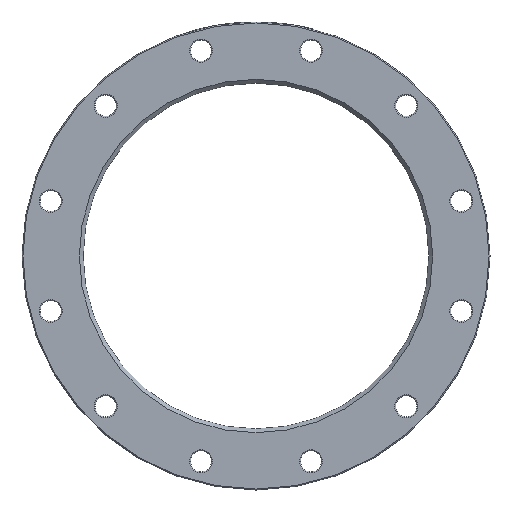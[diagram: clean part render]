
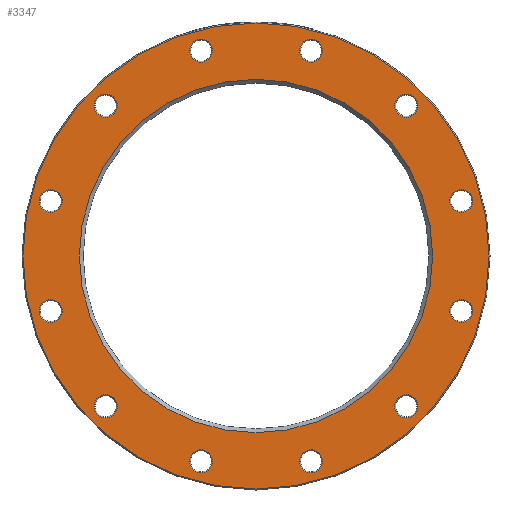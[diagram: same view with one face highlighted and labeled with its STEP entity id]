
A CAD part, left-side view. The second image highlights one B-rep face of the part: STEP entity #3347.
In plain terms, the highlighted planar face has unit normal (-1, 0, 0).
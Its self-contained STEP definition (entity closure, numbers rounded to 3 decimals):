
#29 = EDGE_LOOP ( 'NONE', ( #4710 ) ) ;
#79 = CARTESIAN_POINT ( 'NONE',  ( 0., 214.918, 45.587 ) ) ;
#158 = DIRECTION ( 'NONE',  ( 0., 0., -1. ) ) ;
#232 = DIRECTION ( 'NONE',  ( 1., 0., 0. ) ) ;
#407 = DIRECTION ( 'NONE',  ( 0., 0., -1. ) ) ;
#610 = VERTEX_POINT ( 'NONE', #4440 ) ;
#630 = CIRCLE ( 'NONE', #7056, 12. ) ;
#634 = EDGE_CURVE ( 'NONE', #1083, #1083, #2265, .T. ) ;
#647 = EDGE_CURVE ( 'NONE', #6609, #6609, #1932, .T. ) ;
#657 = CARTESIAN_POINT ( 'NONE',  ( 0., -157.331, -157.331 ) ) ;
#812 = FACE_BOUND ( 'NONE', #2357, .T. ) ;
#846 = PLANE ( 'NONE',  #3372 ) ;
#899 = CARTESIAN_POINT ( 'NONE',  ( 0., -214.918, -57.587 ) ) ;
#938 = DIRECTION ( 'NONE',  ( 0., 0., -1. ) ) ;
#958 = CIRCLE ( 'NONE', #2899, 12. ) ;
#1018 = AXIS2_PLACEMENT_3D ( 'NONE', #2836, #5068, #2912 ) ;
#1034 = EDGE_LOOP ( 'NONE', ( #3891 ) ) ;
#1035 = VERTEX_POINT ( 'NONE', #7099 ) ;
#1048 = CARTESIAN_POINT ( 'NONE',  ( 0., 57.587, 214.918 ) ) ;
#1068 = VERTEX_POINT ( 'NONE', #5449 ) ;
#1083 = VERTEX_POINT ( 'NONE', #2620 ) ;
#1122 = CARTESIAN_POINT ( 'NONE',  ( 0., 157.331, -169.331 ) ) ;
#1304 = DIRECTION ( 'NONE',  ( -1., 0., 0. ) ) ;
#1307 = AXIS2_PLACEMENT_3D ( 'NONE', #4144, #2424, #5164 ) ;
#1433 = ORIENTED_EDGE ( 'NONE', *, *, #6470, .T. ) ;
#1482 = CARTESIAN_POINT ( 'NONE',  ( 0., 157.331, -157.331 ) ) ;
#1515 = EDGE_CURVE ( 'NONE', #4810, #4810, #3352, .T. ) ;
#1584 = DIRECTION ( 'NONE',  ( 1., 0., 0. ) ) ;
#1619 = EDGE_LOOP ( 'NONE', ( #1433 ) ) ;
#1777 = DIRECTION ( 'NONE',  ( 0., 0., -1. ) ) ;
#1903 = DIRECTION ( 'NONE',  ( 1., 0., 0. ) ) ;
#1932 = CIRCLE ( 'NONE', #1018, 12. ) ;
#1985 = DIRECTION ( 'NONE',  ( 1., 0., 0. ) ) ;
#2005 = DIRECTION ( 'NONE',  ( 0., 0., -1. ) ) ;
#2063 = DIRECTION ( 'NONE',  ( 0., 0., -1. ) ) ;
#2173 = EDGE_LOOP ( 'NONE', ( #5359 ) ) ;
#2199 = CARTESIAN_POINT ( 'NONE',  ( 0., 214.918, 57.587 ) ) ;
#2265 = CIRCLE ( 'NONE', #6296, 12. ) ;
#2321 = EDGE_CURVE ( 'NONE', #4260, #4260, #5334, .T. ) ;
#2357 = EDGE_LOOP ( 'NONE', ( #4317 ) ) ;
#2424 = DIRECTION ( 'NONE',  ( 1., 0., 0. ) ) ;
#2471 = CARTESIAN_POINT ( 'NONE',  ( 0., -57.587, 214.918 ) ) ;
#2526 = FACE_BOUND ( 'NONE', #1034, .T. ) ;
#2568 = EDGE_LOOP ( 'NONE', ( #3460 ) ) ;
#2581 = EDGE_CURVE ( 'NONE', #6036, #6036, #630, .T. ) ;
#2620 = CARTESIAN_POINT ( 'NONE',  ( 0., -157.331, -169.331 ) ) ;
#2712 = CARTESIAN_POINT ( 'NONE',  ( 0., -157.331, 145.331 ) ) ;
#2836 = CARTESIAN_POINT ( 'NONE',  ( 0., 214.918, -57.587 ) ) ;
#2838 = DIRECTION ( 'NONE',  ( 0., 0., -1. ) ) ;
#2899 = AXIS2_PLACEMENT_3D ( 'NONE', #6934, #1903, #938 ) ;
#2912 = DIRECTION ( 'NONE',  ( 0., 0., -1. ) ) ;
#2922 = AXIS2_PLACEMENT_3D ( 'NONE', #6225, #1304, #2838 ) ;
#3001 = ORIENTED_EDGE ( 'NONE', *, *, #2581, .T. ) ;
#3008 = DIRECTION ( 'NONE',  ( 1., 0., 0. ) ) ;
#3018 = CARTESIAN_POINT ( 'NONE',  ( 0., 0., 0. ) ) ;
#3028 = FACE_BOUND ( 'NONE', #6704, .T. ) ;
#3043 = DIRECTION ( 'NONE',  ( 0., 0., -1. ) ) ;
#3062 = DIRECTION ( 'NONE',  ( 0., 0., -1. ) ) ;
#3076 = DIRECTION ( 'NONE',  ( 1., 0., 0. ) ) ;
#3088 = DIRECTION ( 'NONE',  ( 0., 0., -1. ) ) ;
#3097 = FACE_BOUND ( 'NONE', #29, .T. ) ;
#3186 = EDGE_CURVE ( 'NONE', #5529, #5529, #5687, .T. ) ;
#3208 = CARTESIAN_POINT ( 'NONE',  ( 0., -214.918, -69.587 ) ) ;
#3247 = CIRCLE ( 'NONE', #3481, 12. ) ;
#3313 = EDGE_CURVE ( 'NONE', #610, #610, #4989, .T. ) ;
#3347 = ADVANCED_FACE ( 'NONE', ( #6411, #6807, #5837, #812, #5229, #3028, #3557, #6951, #2526, #3097, #3591, #4681, #6843, #4607 ), #846, .F. ) ;
#3352 = CIRCLE ( 'NONE', #1307, 12. ) ;
#3372 = AXIS2_PLACEMENT_3D ( 'NONE', #6912, #1985, #3062 ) ;
#3460 = ORIENTED_EDGE ( 'NONE', *, *, #2321, .T. ) ;
#3481 = AXIS2_PLACEMENT_3D ( 'NONE', #3724, #1584, #5931 ) ;
#3497 = AXIS2_PLACEMENT_3D ( 'NONE', #3018, #4126, #5689 ) ;
#3557 = FACE_BOUND ( 'NONE', #4505, .T. ) ;
#3591 = FACE_BOUND ( 'NONE', #2173, .T. ) ;
#3608 = EDGE_CURVE ( 'NONE', #5377, #5377, #4412, .T. ) ;
#3653 = DIRECTION ( 'NONE',  ( 1., 0., 0. ) ) ;
#3724 = CARTESIAN_POINT ( 'NONE',  ( 0., 157.331, 157.331 ) ) ;
#3760 = ORIENTED_EDGE ( 'NONE', *, *, #5352, .T. ) ;
#3777 = VERTEX_POINT ( 'NONE', #6557 ) ;
#3806 = EDGE_CURVE ( 'NONE', #3777, #3777, #4865, .T. ) ;
#3853 = VERTEX_POINT ( 'NONE', #3208 ) ;
#3891 = ORIENTED_EDGE ( 'NONE', *, *, #634, .T. ) ;
#3897 = EDGE_CURVE ( 'NONE', #1068, #1068, #3247, .T. ) ;
#3909 = ORIENTED_EDGE ( 'NONE', *, *, #3186, .T. ) ;
#4053 = CIRCLE ( 'NONE', #6248, 12. ) ;
#4110 = EDGE_LOOP ( 'NONE', ( #3001 ) ) ;
#4126 = DIRECTION ( 'NONE',  ( 1., 0., 0. ) ) ;
#4141 = ORIENTED_EDGE ( 'NONE', *, *, #647, .T. ) ;
#4144 = CARTESIAN_POINT ( 'NONE',  ( 0., 57.587, -214.918 ) ) ;
#4154 = AXIS2_PLACEMENT_3D ( 'NONE', #5786, #6325, #2005 ) ;
#4260 = VERTEX_POINT ( 'NONE', #6072 ) ;
#4317 = ORIENTED_EDGE ( 'NONE', *, *, #3806, .T. ) ;
#4321 = VERTEX_POINT ( 'NONE', #7029 ) ;
#4412 = CIRCLE ( 'NONE', #3497, 185. ) ;
#4426 = ORIENTED_EDGE ( 'NONE', *, *, #3608, .T. ) ;
#4440 = CARTESIAN_POINT ( 'NONE',  ( 0., -214.918, 45.587 ) ) ;
#4505 = EDGE_LOOP ( 'NONE', ( #6156 ) ) ;
#4607 = FACE_BOUND ( 'NONE', #6539, .T. ) ;
#4681 = FACE_BOUND ( 'NONE', #4110, .T. ) ;
#4710 = ORIENTED_EDGE ( 'NONE', *, *, #5332, .T. ) ;
#4810 = VERTEX_POINT ( 'NONE', #4917 ) ;
#4820 = EDGE_CURVE ( 'NONE', #3853, #3853, #4053, .T. ) ;
#4844 = DIRECTION ( 'NONE',  ( 1., 0., 0. ) ) ;
#4853 = CIRCLE ( 'NONE', #5892, 12. ) ;
#4865 = CIRCLE ( 'NONE', #6477, 12. ) ;
#4917 = CARTESIAN_POINT ( 'NONE',  ( 0., 57.587, -226.918 ) ) ;
#4964 = EDGE_LOOP ( 'NONE', ( #4141 ) ) ;
#4989 = CIRCLE ( 'NONE', #5456, 12. ) ;
#5068 = DIRECTION ( 'NONE',  ( 1., 0., 0. ) ) ;
#5121 = CARTESIAN_POINT ( 'NONE',  ( 0., -214.918, 57.587 ) ) ;
#5164 = DIRECTION ( 'NONE',  ( 0., 0., -1. ) ) ;
#5198 = CIRCLE ( 'NONE', #4154, 12. ) ;
#5229 = FACE_BOUND ( 'NONE', #1619, .T. ) ;
#5332 = EDGE_CURVE ( 'NONE', #4321, #4321, #958, .T. ) ;
#5334 = CIRCLE ( 'NONE', #2922, 244. ) ;
#5352 = EDGE_CURVE ( 'NONE', #6631, #6631, #5198, .T. ) ;
#5359 = ORIENTED_EDGE ( 'NONE', *, *, #1515, .T. ) ;
#5377 = VERTEX_POINT ( 'NONE', #6526 ) ;
#5449 = CARTESIAN_POINT ( 'NONE',  ( 0., 157.331, 145.331 ) ) ;
#5456 = AXIS2_PLACEMENT_3D ( 'NONE', #5121, #6694, #1777 ) ;
#5511 = ORIENTED_EDGE ( 'NONE', *, *, #4820, .T. ) ;
#5529 = VERTEX_POINT ( 'NONE', #79 ) ;
#5687 = CIRCLE ( 'NONE', #5803, 12. ) ;
#5689 = DIRECTION ( 'NONE',  ( 0., 0., -1. ) ) ;
#5738 = ORIENTED_EDGE ( 'NONE', *, *, #3897, .T. ) ;
#5744 = DIRECTION ( 'NONE',  ( 0., 0., -1. ) ) ;
#5786 = CARTESIAN_POINT ( 'NONE',  ( 0., -157.331, 157.331 ) ) ;
#5803 = AXIS2_PLACEMENT_3D ( 'NONE', #2199, #6992, #2063 ) ;
#5837 = FACE_BOUND ( 'NONE', #5864, .T. ) ;
#5864 = EDGE_LOOP ( 'NONE', ( #5738 ) ) ;
#5892 = AXIS2_PLACEMENT_3D ( 'NONE', #2471, #3008, #3043 ) ;
#5931 = DIRECTION ( 'NONE',  ( 0., 0., -1. ) ) ;
#6036 = VERTEX_POINT ( 'NONE', #1122 ) ;
#6072 = CARTESIAN_POINT ( 'NONE',  ( 0., 0., -244. ) ) ;
#6117 = EDGE_LOOP ( 'NONE', ( #5511 ) ) ;
#6156 = ORIENTED_EDGE ( 'NONE', *, *, #3313, .T. ) ;
#6225 = CARTESIAN_POINT ( 'NONE',  ( 0., 0., 0. ) ) ;
#6248 = AXIS2_PLACEMENT_3D ( 'NONE', #899, #3076, #5744 ) ;
#6296 = AXIS2_PLACEMENT_3D ( 'NONE', #657, #232, #158 ) ;
#6325 = DIRECTION ( 'NONE',  ( 1., 0., 0. ) ) ;
#6411 = FACE_BOUND ( 'NONE', #6421, .T. ) ;
#6421 = EDGE_LOOP ( 'NONE', ( #4426 ) ) ;
#6470 = EDGE_CURVE ( 'NONE', #1035, #1035, #4853, .T. ) ;
#6477 = AXIS2_PLACEMENT_3D ( 'NONE', #1048, #4844, #407 ) ;
#6526 = CARTESIAN_POINT ( 'NONE',  ( 0., 0., -185. ) ) ;
#6536 = CARTESIAN_POINT ( 'NONE',  ( 0., 214.918, -69.587 ) ) ;
#6539 = EDGE_LOOP ( 'NONE', ( #3909 ) ) ;
#6557 = CARTESIAN_POINT ( 'NONE',  ( 0., 57.587, 202.918 ) ) ;
#6609 = VERTEX_POINT ( 'NONE', #6536 ) ;
#6631 = VERTEX_POINT ( 'NONE', #2712 ) ;
#6694 = DIRECTION ( 'NONE',  ( 1., 0., 0. ) ) ;
#6704 = EDGE_LOOP ( 'NONE', ( #3760 ) ) ;
#6807 = FACE_OUTER_BOUND ( 'NONE', #2568, .T. ) ;
#6843 = FACE_BOUND ( 'NONE', #4964, .T. ) ;
#6912 = CARTESIAN_POINT ( 'NONE',  ( 0., 181., 0. ) ) ;
#6934 = CARTESIAN_POINT ( 'NONE',  ( 0., -57.587, -214.918 ) ) ;
#6951 = FACE_BOUND ( 'NONE', #6117, .T. ) ;
#6992 = DIRECTION ( 'NONE',  ( 1., 0., 0. ) ) ;
#7029 = CARTESIAN_POINT ( 'NONE',  ( 0., -57.587, -226.918 ) ) ;
#7056 = AXIS2_PLACEMENT_3D ( 'NONE', #1482, #3653, #3088 ) ;
#7099 = CARTESIAN_POINT ( 'NONE',  ( 0., -57.587, 202.918 ) ) ;
